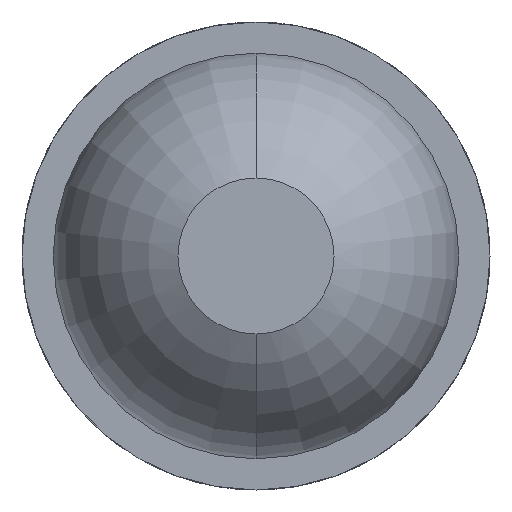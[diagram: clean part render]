
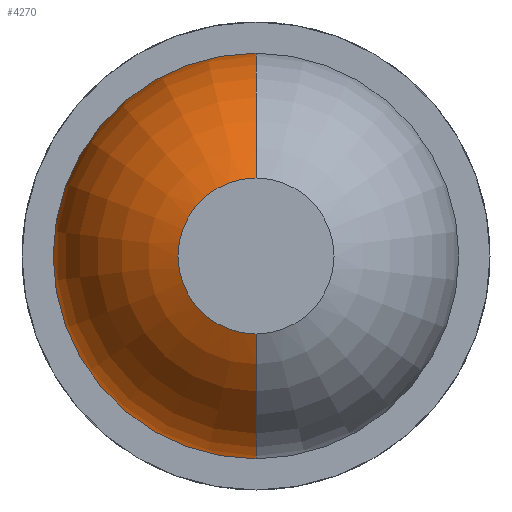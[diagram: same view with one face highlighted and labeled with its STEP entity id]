
A CAD part, front view. The second image highlights one B-rep face of the part: STEP entity #4270.
In plain terms, the highlighted toroidal (fillet/blend) face has major radius 0.01 mm and minor radius 0.4 mm.
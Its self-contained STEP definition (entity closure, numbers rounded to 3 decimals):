
#39 = DIRECTION ( 'NONE',  ( 1., 0., 0. ) ) ;
#127 = CARTESIAN_POINT ( 'NONE',  ( 0., -27.333, -0.39 ) ) ;
#139 = AXIS2_PLACEMENT_3D ( 'NONE', #196, #3665, #3678 ) ;
#196 = CARTESIAN_POINT ( 'NONE',  ( 0., -27.333, 0. ) ) ;
#220 = EDGE_CURVE ( 'Defeature ausgef�hrt3_38+Defeature ausgef�hrt3_37+Defeature ausgef�hrt3_37+Defeature ausgef�hrt3_37', #779, #3117, #618, .T. ) ;
#477 = EDGE_CURVE ( 'Defeature ausgef�hrt3_37+Defeature ausgef�hrt3_36+Defeature ausgef�hrt3_36+Defeature ausgef�hrt3_36', #3607, #1507, #719, .T. ) ;
#618 = CIRCLE ( 'NONE', #139, 0.39 ) ;
#692 = DIRECTION ( 'NONE',  ( 0., 0., -1. ) ) ;
#719 = CIRCLE ( 'NONE', #3968, 0.15 ) ;
#730 = EDGE_LOOP ( 'NONE', ( #4131, #1408, #3667, #4407 ) ) ;
#779 = VERTEX_POINT ( 'NONE', #127 ) ;
#871 = EDGE_CURVE ( 'NONE', #3607, #779, #2990, .T. ) ;
#1006 = CARTESIAN_POINT ( 'NONE',  ( 0., -27.333, 0.39 ) ) ;
#1158 = DIRECTION ( 'NONE',  ( 0., 0., 1. ) ) ;
#1255 = TOROIDAL_SURFACE ( 'NONE', #4061, -0.01, 0.4 ) ;
#1364 = EDGE_CURVE ( 'NONE', #1507, #3117, #4119, .T. ) ;
#1393 = CARTESIAN_POINT ( 'NONE',  ( 0., -27.7, 0.15 ) ) ;
#1408 = ORIENTED_EDGE ( 'NONE', *, *, #477, .T. ) ;
#1507 = VERTEX_POINT ( 'NONE', #1393 ) ;
#1698 = DIRECTION ( 'NONE',  ( 0., 0., 1. ) ) ;
#1764 = DIRECTION ( 'NONE',  ( 0., 0., 1. ) ) ;
#2038 = AXIS2_PLACEMENT_3D ( 'NONE', #2442, #39, #692 ) ;
#2078 = DIRECTION ( 'NONE',  ( -1., 0., 0. ) ) ;
#2179 = FACE_OUTER_BOUND ( 'NONE', #730, .T. ) ;
#2442 = CARTESIAN_POINT ( 'NONE',  ( 0., -27.333, 0.01 ) ) ;
#2507 = CARTESIAN_POINT ( 'NONE',  ( 0., -27.7, 0. ) ) ;
#2990 = CIRCLE ( 'NONE', #2038, 0.4 ) ;
#3055 = DIRECTION ( 'NONE',  ( 0., 1., 0. ) ) ;
#3117 = VERTEX_POINT ( 'NONE', #1006 ) ;
#3391 = CARTESIAN_POINT ( 'NONE',  ( 0., -27.333, 0. ) ) ;
#3477 = CARTESIAN_POINT ( 'NONE',  ( 0., -27.333, -0.01 ) ) ;
#3557 = DIRECTION ( 'NONE',  ( 0., 1., 0. ) ) ;
#3607 = VERTEX_POINT ( 'NONE', #3714 ) ;
#3665 = DIRECTION ( 'NONE',  ( 0., 1., 0. ) ) ;
#3667 = ORIENTED_EDGE ( 'NONE', *, *, #1364, .T. ) ;
#3678 = DIRECTION ( 'NONE',  ( 0., 0., 1. ) ) ;
#3714 = CARTESIAN_POINT ( 'NONE',  ( 0., -27.7, -0.15 ) ) ;
#3877 = AXIS2_PLACEMENT_3D ( 'NONE', #3477, #2078, #1764 ) ;
#3968 = AXIS2_PLACEMENT_3D ( 'NONE', #2507, #3557, #1158 ) ;
#4061 = AXIS2_PLACEMENT_3D ( 'NONE', #3391, #3055, #1698 ) ;
#4119 = CIRCLE ( 'NONE', #3877, 0.4 ) ;
#4131 = ORIENTED_EDGE ( 'NONE', *, *, #871, .F. ) ;
#4270 = ADVANCED_FACE ( 'Defeature ausgef�hrt3_37', ( #2179 ), #1255, .T. ) ;
#4407 = ORIENTED_EDGE ( 'NONE', *, *, #220, .F. ) ;
